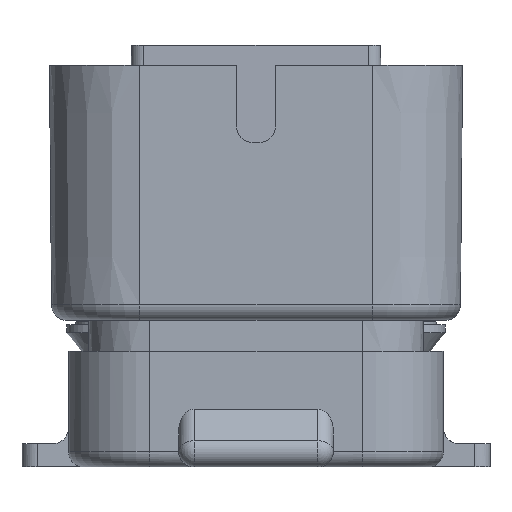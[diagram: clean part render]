
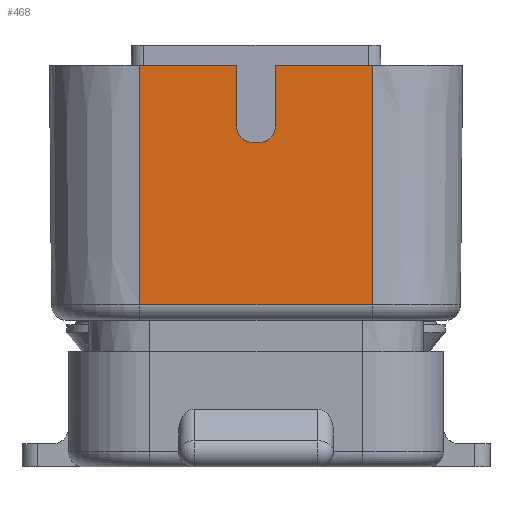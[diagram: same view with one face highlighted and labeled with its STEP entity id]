
A CAD part, front view. The second image highlights one B-rep face of the part: STEP entity #468.
In plain terms, the highlighted planar face has unit normal (0, -1, -0.009).
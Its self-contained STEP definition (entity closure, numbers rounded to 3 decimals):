
#134=PLANE('',#8954);
#468=ADVANCED_FACE('',(#1009),#134,.T.);
#1009=FACE_OUTER_BOUND('',#1468,.T.);
#1468=EDGE_LOOP('',(#2602,#2603,#2604,#2605,#2606,#2607,#2608,#2609,#2610,
#2611));
#2136=ELLIPSE('',#8952,1.,1.);
#2137=ELLIPSE('',#8953,1.,1.);
#2602=ORIENTED_EDGE('',*,*,#5959,.T.);
#2603=ORIENTED_EDGE('',*,*,#5960,.F.);
#2604=ORIENTED_EDGE('',*,*,#5961,.T.);
#2605=ORIENTED_EDGE('',*,*,#5962,.T.);
#2606=ORIENTED_EDGE('',*,*,#5963,.T.);
#2607=ORIENTED_EDGE('',*,*,#5964,.T.);
#2608=ORIENTED_EDGE('',*,*,#5965,.T.);
#2609=ORIENTED_EDGE('',*,*,#5966,.T.);
#2610=ORIENTED_EDGE('',*,*,#5967,.F.);
#2611=ORIENTED_EDGE('',*,*,#5968,.T.);
#5088=VERTEX_POINT('',#12758);
#5089=VERTEX_POINT('',#12759);
#5090=VERTEX_POINT('',#12761);
#5091=VERTEX_POINT('',#12763);
#5092=VERTEX_POINT('',#12765);
#5093=VERTEX_POINT('',#12767);
#5094=VERTEX_POINT('',#12769);
#5095=VERTEX_POINT('',#12771);
#5096=VERTEX_POINT('',#12773);
#5097=VERTEX_POINT('',#12775);
#5959=EDGE_CURVE('',#5088,#5089,#7160,.T.);
#5960=EDGE_CURVE('',#5090,#5089,#7161,.T.);
#5961=EDGE_CURVE('',#5090,#5091,#7162,.T.);
#5962=EDGE_CURVE('',#5091,#5092,#2136,.T.);
#5963=EDGE_CURVE('',#5092,#5093,#7163,.T.);
#5964=EDGE_CURVE('',#5093,#5094,#2137,.T.);
#5965=EDGE_CURVE('',#5094,#5095,#7164,.T.);
#5966=EDGE_CURVE('',#5095,#5096,#7165,.T.);
#5967=EDGE_CURVE('',#5097,#5096,#7166,.T.);
#5968=EDGE_CURVE('',#5097,#5088,#7167,.T.);
#7160=LINE('',#12757,#8126);
#7161=LINE('',#12760,#8127);
#7162=LINE('',#12762,#8128);
#7163=LINE('',#12766,#8129);
#7164=LINE('',#12770,#8130);
#7165=LINE('',#12772,#8131);
#7166=LINE('',#12774,#8132);
#7167=LINE('',#12776,#8133);
#8126=VECTOR('',#10010,1.);
#8127=VECTOR('',#10011,1.);
#8128=VECTOR('',#10012,1.);
#8129=VECTOR('',#10015,1.);
#8130=VECTOR('',#10018,1.);
#8131=VECTOR('',#10019,1.);
#8132=VECTOR('',#10020,1.);
#8133=VECTOR('',#10021,1.);
#8952=AXIS2_PLACEMENT_3D('',#12764,#10013,#10014);
#8953=AXIS2_PLACEMENT_3D('',#12768,#10016,#10017);
#8954=AXIS2_PLACEMENT_3D('',#12777,#10022,#10023);
#10010=DIRECTION('',(0.,-0.009,1.));
#10011=DIRECTION('',(1.,0.,0.));
#10012=DIRECTION('',(0.,0.009,-1.));
#10013=DIRECTION('',(0.,1.,0.009));
#10014=DIRECTION('',(0.,0.009,-1.));
#10015=DIRECTION('',(-1.,0.,0.));
#10016=DIRECTION('',(0.,1.,0.009));
#10017=DIRECTION('',(0.,-0.009,1.));
#10018=DIRECTION('',(0.,-0.009,1.));
#10019=DIRECTION('',(-1.,0.,0.));
#10020=DIRECTION('',(0.,-0.009,1.));
#10021=DIRECTION('',(1.,0.,0.));
#10022=DIRECTION('',(0.,-1.,-0.009));
#10023=DIRECTION('',(0.,0.009,-1.));
#12757=CARTESIAN_POINT('',(7.53,-11.075,5.441));
#12758=CARTESIAN_POINT('',(7.53,-10.913,-13.068));
#12759=CARTESIAN_POINT('',(7.53,-11.049,2.441));
#12760=CARTESIAN_POINT('',(0.,-11.049,2.441));
#12761=CARTESIAN_POINT('',(1.25,-11.049,2.441));
#12762=CARTESIAN_POINT('',(1.25,-11.005,-2.558));
#12763=CARTESIAN_POINT('',(1.25,-11.014,-1.559));
#12764=CARTESIAN_POINT('',(0.25,-11.014,-1.559));
#12765=CARTESIAN_POINT('',(0.25,-11.005,-2.559));
#12766=CARTESIAN_POINT('',(1.25,-11.005,-2.559));
#12767=CARTESIAN_POINT('',(-0.25,-11.005,-2.559));
#12768=CARTESIAN_POINT('',(-0.25,-11.014,-1.559));
#12769=CARTESIAN_POINT('',(-1.25,-11.014,-1.559));
#12770=CARTESIAN_POINT('',(-1.25,-11.005,-2.567));
#12771=CARTESIAN_POINT('',(-1.25,-11.049,2.441));
#12772=CARTESIAN_POINT('',(-7.53,-11.049,2.441));
#12773=CARTESIAN_POINT('',(-7.53,-11.049,2.441));
#12774=CARTESIAN_POINT('',(-7.53,-11.075,5.441));
#12775=CARTESIAN_POINT('',(-7.53,-10.913,-13.068));
#12776=CARTESIAN_POINT('',(7.53,-10.913,-13.068));
#12777=CARTESIAN_POINT('',(0.,-11.075,5.441));
